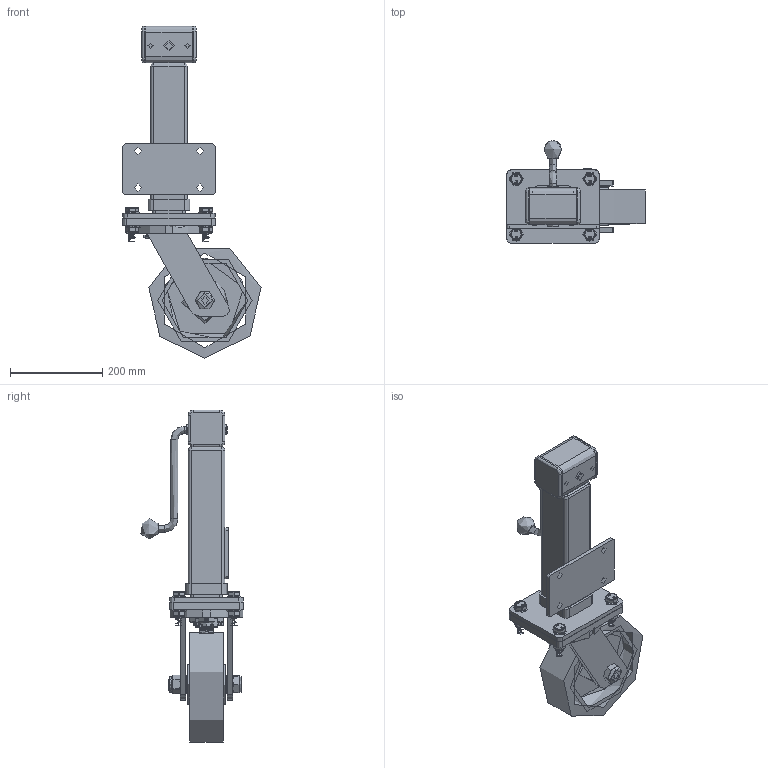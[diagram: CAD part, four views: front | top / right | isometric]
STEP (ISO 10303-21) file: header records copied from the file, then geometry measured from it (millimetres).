
FILE_DESCRIPTION(/* description */ (''),/* implementation_level */ '2;1');
FILE_NAME(/* name */ 'JAZHD250PTBJ.step',/* time_stamp */ '2024-07-23T09:42:14+01:00',/* author */ (''),/* organization */ (''),/* preprocessor_version */ 'ST-DEVELOPER v20',/* originating_system */ 'Autodesk Translation Framework v13.14.0.145',/* authorisation */ '');
FILE_SCHEMA (('AUTOMOTIVE_DESIGN { 1 0 10303 214 3 1 1 }'));
Products named in the file (84): JAZHD250PTBJ; BZQX250AS v1; FABRICATED STEEL TOP PLATE; FABRICATED STEEL TOP PLATE Geometry; NUT; PIN; FABRICATED STEEL FORKS; FABRICATED STEEL FORKS Geometry; GREASE NIPPLE; BZXPH250WPTBJM30 v1; POLYURETHANE TYRE; CAST IRON RIM; BEARING SPACER; BEARING6206; BEARING62062; BEARINGS; BEARING62062 (1); BEARINGS (1); Component1 (1); METAL; MIDDLE; RUBBER (1); JAZXXH v1; SIDE WINDING JACKING CASTOR; BASE; BOTTOM; Component1; Component2; RUBBER; BRASS TUBE; HANDLE; HAND GRIP; BOLTS; FIXING PLATE; TH30X3X25 v1; ZINC PLATED HEADED SPACER; TH30X3X25 v1 (1); ZINC PLATED HEADED SPACER (1); BZQXAXLEMATERIAL v2; BZQX AXLE KIT (1) ...
Assembly tree (103 placements, depth 6):
  JAZHD250PTBJ
    BZQX250AS v1
      FABRICATED STEEL TOP PLATE
        FABRICATED STEEL TOP PLATE Geometry
        NUT
        PIN
      FABRICATED STEEL FORKS
        FABRICATED STEEL FORKS Geometry
        GREASE NIPPLE
    BZXPH250WPTBJM30 v1
      POLYURETHANE TYRE
      CAST IRON RIM
      BEARING SPACER
      BEARING6206
        BEARING62062
          METAL
          BEARINGS
            Component1 (1)  x9
          MIDDLE
          RUBBER (1)
        BEARING62062 (1)
          BEARINGS (1)
            Component1 (1)  x9
          METAL
          MIDDLE
          RUBBER (1)
    JAZXXH v1
      SIDE WINDING JACKING CASTOR
        BASE
        BOTTOM
        Component1
        Component2
        RUBBER
        BRASS TUBE
        HANDLE
        HAND GRIP
        BOLTS
        FIXING PLATE
    TH30X3X25 v1
      ZINC PLATED HEADED SPACER
    TH30X3X25 v1 (1)
      ZINC PLATED HEADED SPACER (1)
    BZQXAXLEMATERIAL v2
      BZQX AXLE KIT (1)
        BOLT (1)
        NUT (2)
          NUT2 (1)
          RUBBER (3)
    WM16X30X3Z v1
      ZINC PLATED WASHER
    WM16X30X3Z v1 (1)
      ZINC PLATED WASHER (1)
    WM16X30X3Z v1 (2)
      ZINC PLATED WASHER (2)
    WM16X30X3Z v1 (3)
      ZINC PLATED WASHER (3)
    WM16X30X3Z v1 (4)
      ZINC PLATED WASHER (4)
    WM16X30X3Z v1 (5)
      ZINC PLATED WASHER (5)
Bounding box: 299.87 x 223.05 x 721 mm (x, y, z)
Volume: 5388426.7 mm3; surface area: 1308519.3 mm2
Topology: 73 solids, 73 shells, 2206 faces, 5521 edges, 3503 vertices
Faces by surface type: cylinder 800, plane 635, bspline 426, torus 166, sphere 116, cone 63
Full cylindrical faces by diameter (mm): 4 x1, 7.5 x18, 8 x1, 10 x6, 13.534 x80, 15.8 x1, 15.822 x84, 16 x35, 16.2 x9, 17.5 x12, 18 x8, 22 x1, 22.1 x2, 22.529 x15, 23 x4, 23.5 x4, 24.822 x15, 25 x3, 25.5 x2, 26.5 x2, 29 x2, 29.75 x2, 30 x19, 32 x1, 33.5 x1, 34 x1, 39 x10, 40 x2, 40.5 x4, 41 x4
Entity records: 136459 total; most frequent: CARTESIAN_POINT 91255, ORIENTED_EDGE 9410, DIRECTION 8349, EDGE_CURVE 4705, AXIS2_PLACEMENT_3D 3300, VERTEX_POINT 2975, EDGE_LOOP 2124, FACE_OUTER_BOUND 1915
